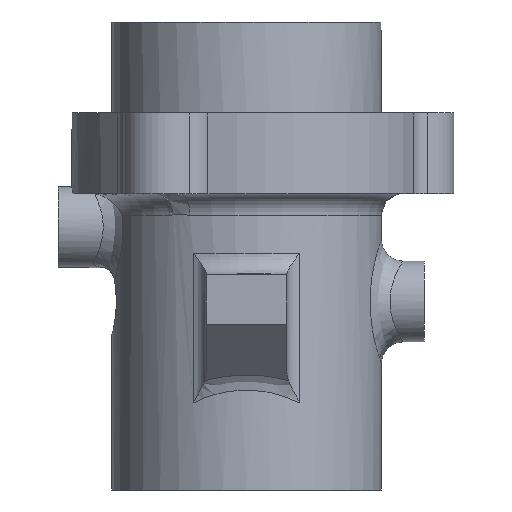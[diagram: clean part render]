
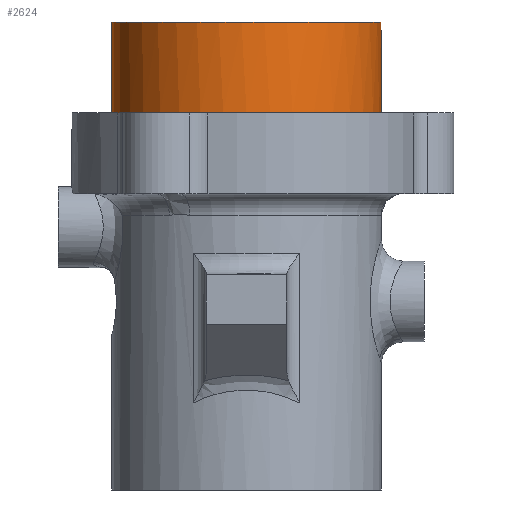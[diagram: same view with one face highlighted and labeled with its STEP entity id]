
A CAD part, front view. The second image highlights one B-rep face of the part: STEP entity #2624.
In plain terms, the highlighted cylindrical face has radius 15.875 mm (diameter 31.75 mm), a partial arc.
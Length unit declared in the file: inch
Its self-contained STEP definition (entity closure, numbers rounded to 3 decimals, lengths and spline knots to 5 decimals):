
#131 = LINE ( 'NONE', #1707, #3526 ) ;
#180 = CYLINDRICAL_SURFACE ( 'NONE', #11579, 0.625 ) ;
#819 = EDGE_CURVE ( 'NONE', #5229, #12254, #10010, .T. ) ;
#870 = EDGE_CURVE ( 'NONE', #5229, #5636, #11452, .T. ) ;
#1039 = CARTESIAN_POINT ( 'NONE',  ( 0., 0., 2.13224 ) ) ;
#1316 = AXIS2_PLACEMENT_3D ( 'NONE', #4928, #5949, #5861 ) ;
#1346 = DIRECTION ( 'NONE',  ( 0., 0., -1. ) ) ;
#1707 = CARTESIAN_POINT ( 'NONE',  ( 0.62324, -0.0469, 2.15224 ) ) ;
#1849 = ORIENTED_EDGE ( 'NONE', *, *, #819, .T. ) ;
#2257 = CIRCLE ( 'NONE', #5827, 0.625 ) ;
#2401 = EDGE_LOOP ( 'NONE', ( #6366, #1849, #4078, #9267, #8605, #8755 ) ) ;
#2447 = FACE_OUTER_BOUND ( 'NONE', #2401, .T. ) ;
#2624 = ADVANCED_FACE ( 'NONE', ( #2447 ), #180, .T. ) ;
#2783 = LINE ( 'NONE', #12442, #11170 ) ;
#3023 = CARTESIAN_POINT ( 'NONE',  ( 0.62324, -0.0469, 2.17224 ) ) ;
#3240 = VECTOR ( 'NONE', #1346, 39.37008 ) ;
#3359 = VERTEX_POINT ( 'NONE', #9012 ) ;
#3488 = DIRECTION ( 'NONE',  ( -1., 0., 0. ) ) ;
#3526 = VECTOR ( 'NONE', #6790, 39.37008 ) ;
#4078 = ORIENTED_EDGE ( 'NONE', *, *, #5034, .T. ) ;
#4461 = CARTESIAN_POINT ( 'NONE',  ( 0.62324, -0.0469, 2.13224 ) ) ;
#4597 = CARTESIAN_POINT ( 'NONE',  ( 0., 0., 2.17224 ) ) ;
#4777 = DIRECTION ( 'NONE',  ( 1., 0., 0. ) ) ;
#4928 = CARTESIAN_POINT ( 'NONE',  ( 0., 0., 1.75 ) ) ;
#4967 = CIRCLE ( 'NONE', #1316, 0.625 ) ;
#4995 = EDGE_CURVE ( 'NONE', #11231, #8842, #2257, .T. ) ;
#5034 = EDGE_CURVE ( 'NONE', #12254, #8842, #131, .T. ) ;
#5229 = VERTEX_POINT ( 'NONE', #13311 ) ;
#5566 = DIRECTION ( 'NONE',  ( 0., 0., -1. ) ) ;
#5636 = VERTEX_POINT ( 'NONE', #6382 ) ;
#5827 = AXIS2_PLACEMENT_3D ( 'NONE', #4597, #7854, #4777 ) ;
#5861 = DIRECTION ( 'NONE',  ( -1., 0., 0. ) ) ;
#5949 = DIRECTION ( 'NONE',  ( 0., 0., -1. ) ) ;
#6212 = CARTESIAN_POINT ( 'NONE',  ( 0.625, 0., 2.17224 ) ) ;
#6366 = ORIENTED_EDGE ( 'NONE', *, *, #870, .F. ) ;
#6382 = CARTESIAN_POINT ( 'NONE',  ( 0.625, 0., 1.75 ) ) ;
#6790 = DIRECTION ( 'NONE',  ( 0., 0., 1. ) ) ;
#7854 = DIRECTION ( 'NONE',  ( 0., 0., 1. ) ) ;
#8041 = EDGE_CURVE ( 'NONE', #11231, #3359, #2783, .T. ) ;
#8151 = DIRECTION ( 'NONE',  ( 0., 0., -1. ) ) ;
#8605 = ORIENTED_EDGE ( 'NONE', *, *, #8041, .T. ) ;
#8755 = ORIENTED_EDGE ( 'NONE', *, *, #12622, .F. ) ;
#8842 = VERTEX_POINT ( 'NONE', #3023 ) ;
#9012 = CARTESIAN_POINT ( 'NONE',  ( -0.625, 0., 1.75 ) ) ;
#9054 = AXIS2_PLACEMENT_3D ( 'NONE', #1039, #8151, #9314 ) ;
#9267 = ORIENTED_EDGE ( 'NONE', *, *, #4995, .F. ) ;
#9314 = DIRECTION ( 'NONE',  ( 1., 0., 0. ) ) ;
#9341 = DIRECTION ( 'NONE',  ( 0., 0., -1. ) ) ;
#10010 = CIRCLE ( 'NONE', #9054, 0.625 ) ;
#11170 = VECTOR ( 'NONE', #9341, 39.37008 ) ;
#11177 = CARTESIAN_POINT ( 'NONE',  ( -0.625, 0., 2.17224 ) ) ;
#11231 = VERTEX_POINT ( 'NONE', #11177 ) ;
#11452 = LINE ( 'NONE', #6212, #3240 ) ;
#11579 = AXIS2_PLACEMENT_3D ( 'NONE', #11738, #5566, #3488 ) ;
#11738 = CARTESIAN_POINT ( 'NONE',  ( 0., 0., 2.17224 ) ) ;
#12254 = VERTEX_POINT ( 'NONE', #4461 ) ;
#12442 = CARTESIAN_POINT ( 'NONE',  ( -0.625, 0., 2.17224 ) ) ;
#12622 = EDGE_CURVE ( 'NONE', #5636, #3359, #4967, .T. ) ;
#13311 = CARTESIAN_POINT ( 'NONE',  ( 0.625, 0., 2.13224 ) ) ;
